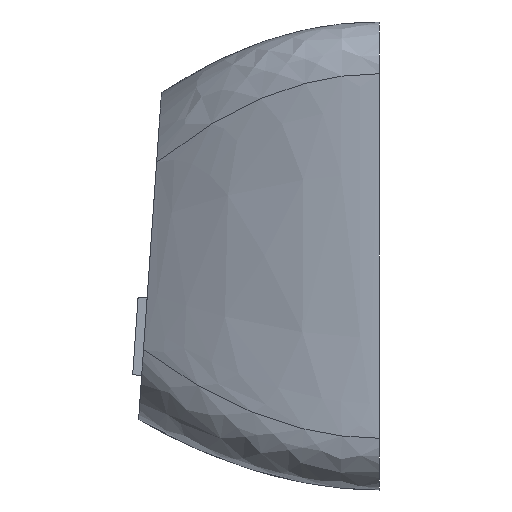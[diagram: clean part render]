
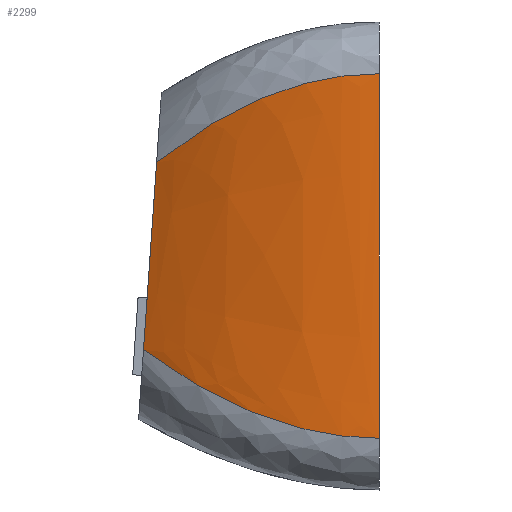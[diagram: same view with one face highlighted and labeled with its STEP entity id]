
A CAD part, left-side view. The second image highlights one B-rep face of the part: STEP entity #2299.
In plain terms, the highlighted free-form (B-spline) face has degree [3, 3] with [4, 4] control points.
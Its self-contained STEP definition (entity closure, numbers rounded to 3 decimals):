
#46=B_SPLINE_SURFACE_WITH_KNOTS('',3,3,((#3132,#3133,#3134,#3135),(#3136,
#3137,#3138,#3139),(#3140,#3141,#3142,#3143),(#3144,#3145,#3146,#3147)),
 .UNSPECIFIED.,.F.,.F.,.F.,(4,4),(4,4),(0.,1.),(0.,1.),.UNSPECIFIED.);
#78=B_SPLINE_CURVE_WITH_KNOTS('',3,(#3127,#3128,#3129,#3130),
 .UNSPECIFIED.,.F.,.F.,(4,4),(0.,1.),.UNSPECIFIED.);
#79=B_SPLINE_CURVE_WITH_KNOTS('',3,(#3151,#3152,#3153,#3154),
 .UNSPECIFIED.,.F.,.F.,(4,4),(0.,1.),.UNSPECIFIED.);
#154=FACE_OUTER_BOUND('',#279,.T.);
#279=EDGE_LOOP('',(#1539,#1540,#1541,#1542));
#432=LINE('',#3149,#693);
#433=LINE('',#3155,#694);
#693=VECTOR('',#2578,10.);
#694=VECTOR('',#2579,10.);
#956=VERTEX_POINT('',#3124);
#957=VERTEX_POINT('',#3126);
#958=VERTEX_POINT('',#3148);
#959=VERTEX_POINT('',#3150);
#1189=EDGE_CURVE('',#956,#957,#78,.T.);
#1191=EDGE_CURVE('',#958,#956,#432,.T.);
#1192=EDGE_CURVE('',#958,#959,#79,.T.);
#1193=EDGE_CURVE('',#959,#957,#433,.T.);
#1539=ORIENTED_EDGE('',*,*,#1191,.F.);
#1540=ORIENTED_EDGE('',*,*,#1192,.T.);
#1541=ORIENTED_EDGE('',*,*,#1193,.T.);
#1542=ORIENTED_EDGE('',*,*,#1189,.F.);
#2299=ADVANCED_FACE('',(#154),#46,.F.);
#2578=DIRECTION('',(0.,-0.07,0.998));
#2579=DIRECTION('',(0.,0.,1.));
#3124=CARTESIAN_POINT('',(2.7,8.614,12.669));
#3126=CARTESIAN_POINT('',(0.,0.,16.1));
#3127=CARTESIAN_POINT('Ctrl Pts',(2.7,8.614,12.669));
#3128=CARTESIAN_POINT('Ctrl Pts',(0.9,5.743,14.956));
#3129=CARTESIAN_POINT('Ctrl Pts',(0.,2.956,
16.1));
#3130=CARTESIAN_POINT('Ctrl Pts',(0.,0.,16.1));
#3132=CARTESIAN_POINT('Ctrl Pts',(2.7,9.12,5.431));
#3133=CARTESIAN_POINT('Ctrl Pts',(0.9,6.08,3.144));
#3134=CARTESIAN_POINT('Ctrl Pts',(0.,2.956,
2.));
#3135=CARTESIAN_POINT('Ctrl Pts',(0.,0.,
2.));
#3136=CARTESIAN_POINT('Ctrl Pts',(2.7,9.022,6.841));
#3137=CARTESIAN_POINT('Ctrl Pts',(0.939,6.014,4.776));
#3138=CARTESIAN_POINT('Ctrl Pts',(0.,2.956,
3.047));
#3139=CARTESIAN_POINT('Ctrl Pts',(0.,0.,
3.047));
#3140=CARTESIAN_POINT('Ctrl Pts',(2.7,8.713,11.259));
#3141=CARTESIAN_POINT('Ctrl Pts',(0.939,5.808,13.324));
#3142=CARTESIAN_POINT('Ctrl Pts',(0.,2.956,
15.053));
#3143=CARTESIAN_POINT('Ctrl Pts',(0.,0.,
15.053));
#3144=CARTESIAN_POINT('Ctrl Pts',(2.7,8.614,12.669));
#3145=CARTESIAN_POINT('Ctrl Pts',(0.9,5.743,14.956));
#3146=CARTESIAN_POINT('Ctrl Pts',(0.,2.956,
16.1));
#3147=CARTESIAN_POINT('Ctrl Pts',(0.,0.,16.1));
#3148=CARTESIAN_POINT('',(2.7,9.12,5.431));
#3149=CARTESIAN_POINT('',(2.7,8.614,12.669));
#3150=CARTESIAN_POINT('',(0.,0.,2.));
#3151=CARTESIAN_POINT('Ctrl Pts',(2.7,9.12,5.431));
#3152=CARTESIAN_POINT('Ctrl Pts',(0.9,6.08,3.144));
#3153=CARTESIAN_POINT('Ctrl Pts',(0.,2.956,
2.));
#3154=CARTESIAN_POINT('Ctrl Pts',(0.,0.,
2.));
#3155=CARTESIAN_POINT('',(0.,0.,16.1));
